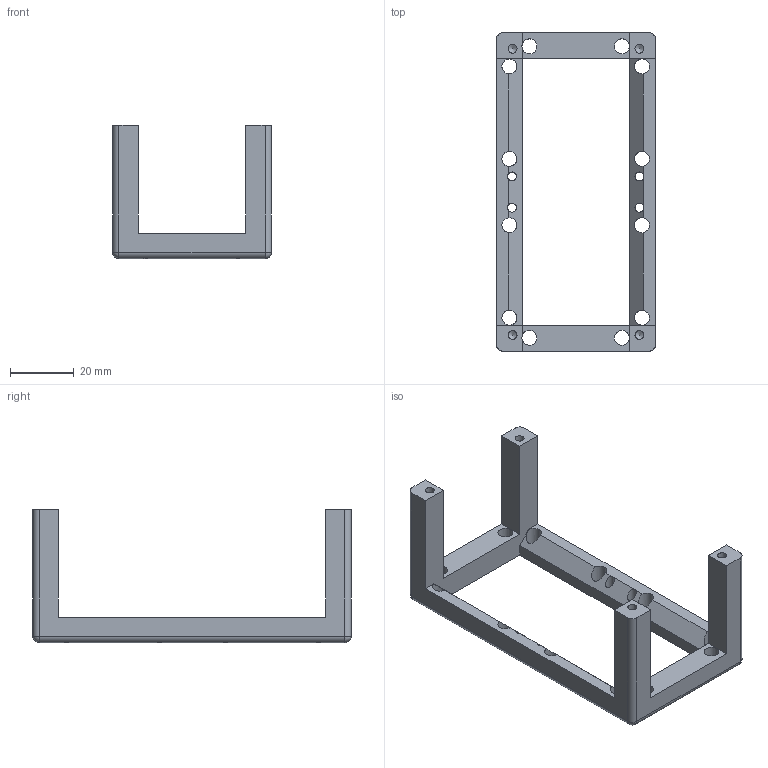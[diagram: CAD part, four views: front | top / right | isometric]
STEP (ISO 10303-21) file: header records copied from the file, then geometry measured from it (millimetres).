
FILE_DESCRIPTION(/* description */ (''),/* implementation_level */ '2;1');
FILE_NAME(/* name */ '10_Cube_2x1_v3.ipt.step',/* time_stamp */ '2022-11-29T07:55:35+01:00',/* author */ ('diederichbenedict'),/* organization */ (''),/* preprocessor_version */ 'ST-DEVELOPER v18.1',/* originating_system */ 'Autodesk Inventor 2022',/* authorisation */ '');
FILE_SCHEMA (('AUTOMOTIVE_DESIGN { 1 0 10303 214 3 1 1 }'));
Length unit declared in the file: millimetre
Products named in the file (1): 10_Cube_2x1_v3
Bounding box: 49.8 x 99.8 x 41.8 mm (x, y, z)
Volume: 20969 mm3; surface area: 14332.8 mm2
Topology: 1 solids, 1 shells, 85 faces, 286 edges, 184 vertices
Faces by surface type: cylinder 40, plane 33, cone 8, sphere 4
Full cylindrical faces by diameter (mm): 2.8 x12, 4.7 x12, 5.5 x8
Entity records: 3365 total; most frequent: CARTESIAN_POINT 671, ORIENTED_EDGE 556, DIRECTION 552, EDGE_CURVE 278, AXIS2_PLACEMENT_3D 203, VERTEX_POINT 184, LINE 146, VECTOR 146
